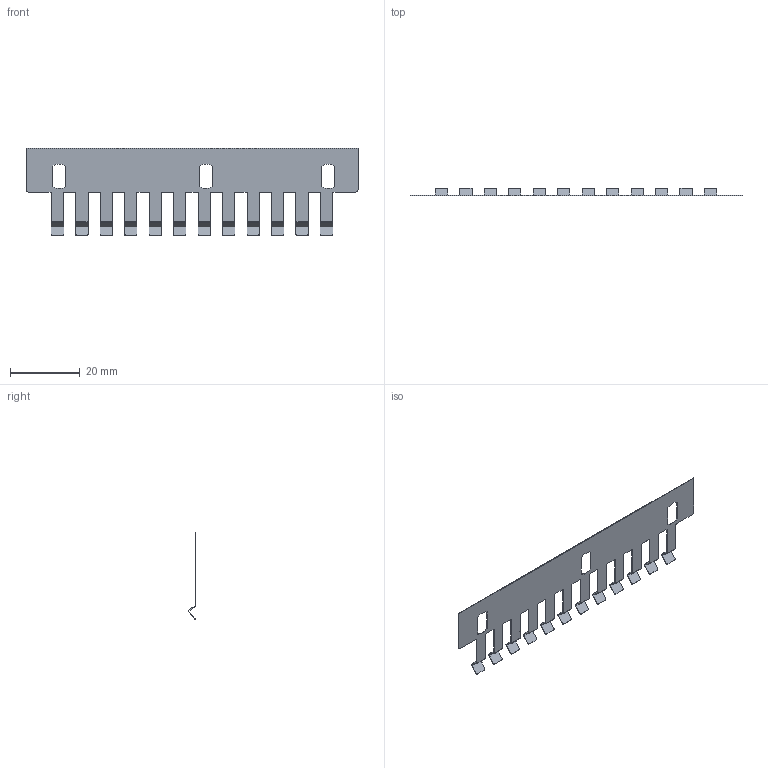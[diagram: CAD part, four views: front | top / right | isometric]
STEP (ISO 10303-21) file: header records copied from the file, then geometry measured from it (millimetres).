
FILE_DESCRIPTION (( 'STEP AP214' ), '1' );
FILE_NAME ('Accumulator - Carry Levers Spring.STEP', '2025-07-06T08:34:38', ( '' ), ( '' ), 'SwSTEP 2.0', 'SolidWorks 2025', '' );
FILE_SCHEMA (( 'AUTOMOTIVE_DESIGN' ));
Length unit declared in the file: millimetre
Products named in the file (1): Accumulator - Carry Levers Spring
Bounding box: 95 x 2.2 x 25 mm (x, y, z)
Volume: 341.3 mm3; surface area: 3535 mm2
Topology: 1 solids, 1 shells, 289 faces, 669 edges, 382 vertices
Faces by surface type: plane 204, cylinder 85
Entity records: 7983 total; most frequent: DIRECTION 1419, CARTESIAN_POINT 1341, ORIENTED_EDGE 1338, EDGE_CURVE 669, LINE 499, VECTOR 499, AXIS2_PLACEMENT_3D 460, VERTEX_POINT 382
